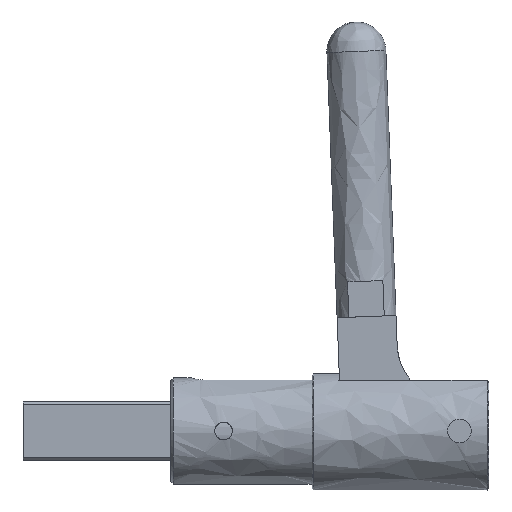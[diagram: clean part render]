
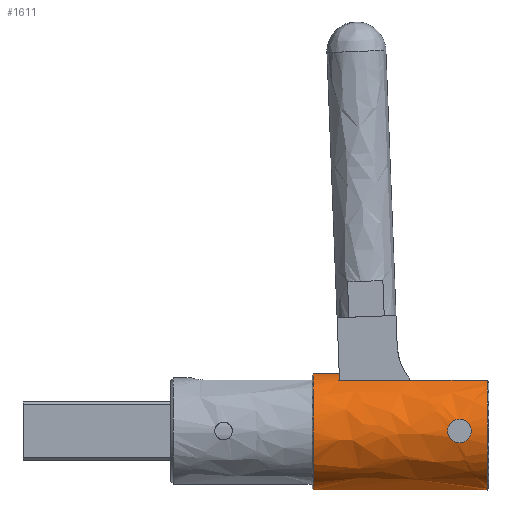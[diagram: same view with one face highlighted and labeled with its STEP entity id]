
A CAD part, left-side view. The second image highlights one B-rep face of the part: STEP entity #1611.
In plain terms, the highlighted free-form (B-spline) face has degree [2, 1] with [5, 2] control points.
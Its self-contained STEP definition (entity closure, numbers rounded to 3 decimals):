
#852 = VERTEX_POINT('',#853);
#853 = CARTESIAN_POINT('',(1359.949,950.307,
    -11.056));
#858 = EDGE_CURVE('',#852,#859,#861,.T.);
#859 = VERTEX_POINT('',#860);
#860 = CARTESIAN_POINT('',(1359.949,962.149,
    -11.056));
#861 = B_SPLINE_CURVE_WITH_KNOTS('',1,(#862,#863),.UNSPECIFIED.,.F.,.F.,
  (2,2),(0.,8.5),.PIECEWISE_BEZIER_KNOTS.);
#862 = CARTESIAN_POINT('',(1359.949,950.307,
    -11.056));
#863 = CARTESIAN_POINT('',(1359.949,962.149,
    -11.056));
#1581 = VERTEX_POINT('',#1582);
#1582 = CARTESIAN_POINT('',(1366.473,962.149,
    -65.894));
#1591 = EDGE_CURVE('',#1581,#859,#1592,.T.);
#1592 = ( BOUNDED_CURVE() B_SPLINE_CURVE(2,(#1593,#1594,#1595,#1596,
#1597),.UNSPECIFIED.,.F.,.F.) B_SPLINE_CURVE_WITH_KNOTS((3,2,3),(0.,
1.436,2.873),.PIECEWISE_BEZIER_KNOTS.) CURVE() 
GEOMETRIC_REPRESENTATION_ITEM() RATIONAL_B_SPLINE_CURVE((1.,
0.753,1.,0.753,1.)) REPRESENTATION_ITEM('') );
#1593 = CARTESIAN_POINT('',(1366.473,962.149,
    -65.894));
#1594 = CARTESIAN_POINT('',(1342.126,962.149,
    -65.505));
#1595 = CARTESIAN_POINT('',(1339.249,962.149,
    -41.325));
#1596 = CARTESIAN_POINT('',(1336.373,962.149,
    -17.146));
#1597 = CARTESIAN_POINT('',(1359.949,962.149,
    -11.056));
#1611 = ADVANCED_FACE('',(#1612,#1658),#1698,.T.);
#1612 = FACE_BOUND('',#1613,.T.);
#1613 = EDGE_LOOP('',(#1614,#1624,#1631,#1638,#1645,#1651,#1652,#1653));
#1614 = ORIENTED_EDGE('',*,*,#1615,.F.);
#1615 = EDGE_CURVE('',#1616,#1618,#1620,.T.);
#1616 = VERTEX_POINT('',#1617);
#1617 = CARTESIAN_POINT('',(1352.844,879.952,
    -13.986));
#1618 = VERTEX_POINT('',#1619);
#1619 = CARTESIAN_POINT('',(1366.473,879.952,
    -65.894));
#1620 = ( BOUNDED_CURVE() B_SPLINE_CURVE(2,(#1621,#1622,#1623),
.UNSPECIFIED.,.F.,.F.) B_SPLINE_CURVE_WITH_KNOTS((3,3),(0.,
2.596),.PIECEWISE_BEZIER_KNOTS.) CURVE() 
GEOMETRIC_REPRESENTATION_ITEM() RATIONAL_B_SPLINE_CURVE((1.,
0.269,1.)) REPRESENTATION_ITEM('') );
#1621 = CARTESIAN_POINT('',(1352.844,879.952,
    -13.986));
#1622 = CARTESIAN_POINT('',(1266.869,879.952,
    -64.302));
#1623 = CARTESIAN_POINT('',(1366.473,879.952,
    -65.894));
#1624 = ORIENTED_EDGE('',*,*,#1625,.T.);
#1625 = EDGE_CURVE('',#1616,#1626,#1628,.T.);
#1626 = VERTEX_POINT('',#1627);
#1627 = CARTESIAN_POINT('',(1352.844,916.288,
    -13.986));
#1628 = B_SPLINE_CURVE_WITH_KNOTS('',1,(#1629,#1630),.UNSPECIFIED.,.F.,
  .F.,(2,2),(0.,26.082),.PIECEWISE_BEZIER_KNOTS.);
#1629 = CARTESIAN_POINT('',(1352.844,879.952,
    -13.986));
#1630 = CARTESIAN_POINT('',(1352.844,916.288,
    -13.986));
#1631 = ORIENTED_EDGE('',*,*,#1632,.F.);
#1632 = EDGE_CURVE('',#1633,#1626,#1635,.T.);
#1633 = VERTEX_POINT('',#1634);
#1634 = CARTESIAN_POINT('',(1352.844,949.873,
    -13.986));
#1635 = B_SPLINE_CURVE_WITH_KNOTS('',1,(#1636,#1637),.UNSPECIFIED.,.F.,
  .F.,(2,2),(-0.,24.106),.PIECEWISE_BEZIER_KNOTS.);
#1636 = CARTESIAN_POINT('',(1352.844,949.873,
    -13.986));
#1637 = CARTESIAN_POINT('',(1352.844,916.288,
    -13.986));
#1638 = ORIENTED_EDGE('',*,*,#1639,.T.);
#1639 = EDGE_CURVE('',#1633,#1640,#1642,.T.);
#1640 = VERTEX_POINT('',#1641);
#1641 = CARTESIAN_POINT('',(1352.844,950.307,
    -13.986));
#1642 = B_SPLINE_CURVE_WITH_KNOTS('',1,(#1643,#1644),.UNSPECIFIED.,.F.,
  .F.,(2,2),(0.,0.312),.PIECEWISE_BEZIER_KNOTS.);
#1643 = CARTESIAN_POINT('',(1352.844,949.873,
    -13.986));
#1644 = CARTESIAN_POINT('',(1352.844,950.307,
    -13.986));
#1645 = ORIENTED_EDGE('',*,*,#1646,.F.);
#1646 = EDGE_CURVE('',#852,#1640,#1647,.T.);
#1647 = ( BOUNDED_CURVE() B_SPLINE_CURVE(2,(#1648,#1649,#1650),
.UNSPECIFIED.,.F.,.F.) B_SPLINE_CURVE_WITH_KNOTS((3,3),(0.,
0.277),.PIECEWISE_BEZIER_KNOTS.) CURVE() 
GEOMETRIC_REPRESENTATION_ITEM() RATIONAL_B_SPLINE_CURVE((1.,
0.99,1.)) REPRESENTATION_ITEM('') );
#1648 = CARTESIAN_POINT('',(1359.949,950.307,
    -11.056));
#1649 = CARTESIAN_POINT('',(1356.192,950.307,
    -12.026));
#1650 = CARTESIAN_POINT('',(1352.844,950.307,
    -13.986));
#1651 = ORIENTED_EDGE('',*,*,#858,.T.);
#1652 = ORIENTED_EDGE('',*,*,#1591,.F.);
#1653 = ORIENTED_EDGE('',*,*,#1654,.F.);
#1654 = EDGE_CURVE('',#1618,#1581,#1655,.T.);
#1655 = B_SPLINE_CURVE_WITH_KNOTS('',1,(#1656,#1657),.UNSPECIFIED.,.F.,
  .F.,(2,2),(0.,59.),.PIECEWISE_BEZIER_KNOTS.);
#1656 = CARTESIAN_POINT('',(1366.473,879.952,
    -65.894));
#1657 = CARTESIAN_POINT('',(1366.473,962.149,
    -65.894));
#1658 = FACE_BOUND('',#1659,.T.);
#1659 = EDGE_LOOP('',(#1660,#1681));
#1660 = ORIENTED_EDGE('',*,*,#1661,.F.);
#1661 = EDGE_CURVE('',#1662,#1664,#1666,.T.);
#1662 = VERTEX_POINT('',#1663);
#1663 = CARTESIAN_POINT('',(1339.616,893.187,
    -32.464));
#1664 = VERTEX_POINT('',#1665);
#1665 = CARTESIAN_POINT('',(1339.618,893.187,
    -43.61));
#1666 = B_SPLINE_CURVE_WITH_KNOTS('',3,(#1667,#1668,#1669,#1670,#1671,
    #1672,#1673,#1674,#1675,#1676,#1677,#1678,#1679,#1680),
  .UNSPECIFIED.,.F.,.F.,(4,1,1,1,1,1,1,1,1,1,1,4),(0.,0.091
    ,0.182,0.273,0.364,0.455,
    0.545,0.636,0.727,0.818,
    0.909,1.),.UNSPECIFIED.);
#1667 = CARTESIAN_POINT('',(1339.616,893.187,
    -32.464));
#1668 = CARTESIAN_POINT('',(1339.616,893.712,
    -32.464));
#1669 = CARTESIAN_POINT('',(1339.585,894.766,
    -32.614));
#1670 = CARTESIAN_POINT('',(1339.458,896.232,
    -33.278));
#1671 = CARTESIAN_POINT('',(1339.291,897.46,
    -34.339));
#1672 = CARTESIAN_POINT('',(1339.139,898.332,
    -35.703));
#1673 = CARTESIAN_POINT('',(1339.05,898.78,
    -37.245));
#1674 = CARTESIAN_POINT('',(1339.051,898.777,
    -38.846));
#1675 = CARTESIAN_POINT('',(1339.14,898.326,
    -40.383));
#1676 = CARTESIAN_POINT('',(1339.293,897.45,
    -41.745));
#1677 = CARTESIAN_POINT('',(1339.46,896.227,
    -42.799));
#1678 = CARTESIAN_POINT('',(1339.587,894.759,
    -43.462));
#1679 = CARTESIAN_POINT('',(1339.618,893.709,
    -43.61));
#1680 = CARTESIAN_POINT('',(1339.618,893.187,
    -43.61));
#1681 = ORIENTED_EDGE('',*,*,#1682,.F.);
#1682 = EDGE_CURVE('',#1664,#1662,#1683,.T.);
#1683 = B_SPLINE_CURVE_WITH_KNOTS('',3,(#1684,#1685,#1686,#1687,#1688,
    #1689,#1690,#1691,#1692,#1693,#1694,#1695,#1696,#1697),
  .UNSPECIFIED.,.F.,.F.,(4,1,1,1,1,1,1,1,1,1,1,4),(0.,0.091
    ,0.182,0.273,0.364,0.455,
    0.545,0.636,0.727,0.818,
    0.909,1.),.UNSPECIFIED.);
#1684 = CARTESIAN_POINT('',(1339.618,893.187,
    -43.61));
#1685 = CARTESIAN_POINT('',(1339.618,892.659,
    -43.61));
#1686 = CARTESIAN_POINT('',(1339.586,891.601,
    -43.459));
#1687 = CARTESIAN_POINT('',(1339.458,890.13,
    -42.788));
#1688 = CARTESIAN_POINT('',(1339.291,888.907,
    -41.726));
#1689 = CARTESIAN_POINT('',(1339.139,888.039,
    -40.362));
#1690 = CARTESIAN_POINT('',(1339.05,887.595,
    -38.827));
#1691 = CARTESIAN_POINT('',(1339.051,887.597,
    -37.227));
#1692 = CARTESIAN_POINT('',(1339.14,888.05,
    -35.687));
#1693 = CARTESIAN_POINT('',(1339.292,888.923,
    -34.33));
#1694 = CARTESIAN_POINT('',(1339.459,890.15,
    -33.273));
#1695 = CARTESIAN_POINT('',(1339.586,891.615,
    -32.612));
#1696 = CARTESIAN_POINT('',(1339.616,892.665,
    -32.464));
#1697 = CARTESIAN_POINT('',(1339.616,893.187,
    -32.464));
#1698 = ( BOUNDED_SURFACE() B_SPLINE_SURFACE(2,1,(
    (#1699,#1700)
    ,(#1701,#1702)
    ,(#1703,#1704)
    ,(#1705,#1706)
    ,(#1707,#1708
)),.UNSPECIFIED.,.F.,.F.,.F.) B_SPLINE_SURFACE_WITH_KNOTS((3,2,3),(2,2),
  (3.394,4.831,6.267),(0.,
    59.),.PIECEWISE_BEZIER_KNOTS.) 
GEOMETRIC_REPRESENTATION_ITEM() RATIONAL_B_SPLINE_SURFACE((
    (1.,1.)
    ,(0.753,0.753)
    ,(1.,1.)
    ,(0.753,0.753)
,(1.,1.))) REPRESENTATION_ITEM('') SURFACE() );
#1699 = CARTESIAN_POINT('',(1359.949,962.149,
    -11.056));
#1700 = CARTESIAN_POINT('',(1359.949,879.952,
    -11.056));
#1701 = CARTESIAN_POINT('',(1336.373,962.149,
    -17.146));
#1702 = CARTESIAN_POINT('',(1336.373,879.952,
    -17.146));
#1703 = CARTESIAN_POINT('',(1339.249,962.149,
    -41.325));
#1704 = CARTESIAN_POINT('',(1339.249,879.952,
    -41.325));
#1705 = CARTESIAN_POINT('',(1342.126,962.149,
    -65.505));
#1706 = CARTESIAN_POINT('',(1342.126,879.952,
    -65.505));
#1707 = CARTESIAN_POINT('',(1366.473,962.149,
    -65.894));
#1708 = CARTESIAN_POINT('',(1366.473,879.952,
    -65.894));
